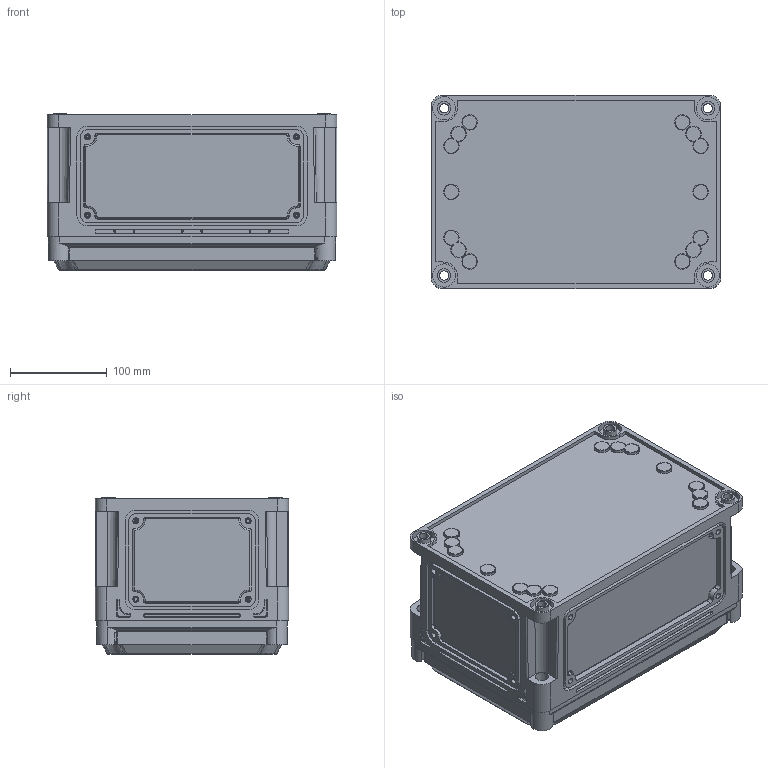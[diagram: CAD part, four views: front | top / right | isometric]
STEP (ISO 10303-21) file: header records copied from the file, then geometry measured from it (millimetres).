
FILE_DESCRIPTION (( 'STEP AP203' ), '1' );
FILE_NAME ('532310.STEP', '2014-01-15T13:12:46', ( 'User' ), ( 'DKC' ), 'SwSTEP 2.0', 'SolidWorks 2012', '' );
FILE_SCHEMA (( 'CONFIG_CONTROL_DESIGN' ));
Length unit declared in the file: millimetre
Products named in the file (3): 532310; êðûøêà RAM box H35 300 è 400_Šàëèª  300å200å35; 532210 ��������� 300�200_�� 㬮�砭��
Assembly tree (2 placements, depth 2):
  532310
    532210 ��������� 300�200_�� 㬮�砭��
    êðûøêà RAM box H35 300 è 400_Šàëèª  300å200å35
Bounding box: 300 x 200 x 162 mm (x, y, z)
Volume: 1016042.1 mm3; surface area: 604657.7 mm2
Topology: 2 solids, 2 shells, 1472 faces, 3775 edges, 2438 vertices
Faces by surface type: plane 625, cylinder 511, torus 136, cone 108, bspline 80, sphere 12
Entity records: 47318 total; most frequent: CARTESIAN_POINT 10862, DIRECTION 7691, ORIENTED_EDGE 7510, EDGE_CURVE 3755, AXIS2_PLACEMENT_3D 2839, VERTEX_POINT 2434, LINE 2013, VECTOR 2013
